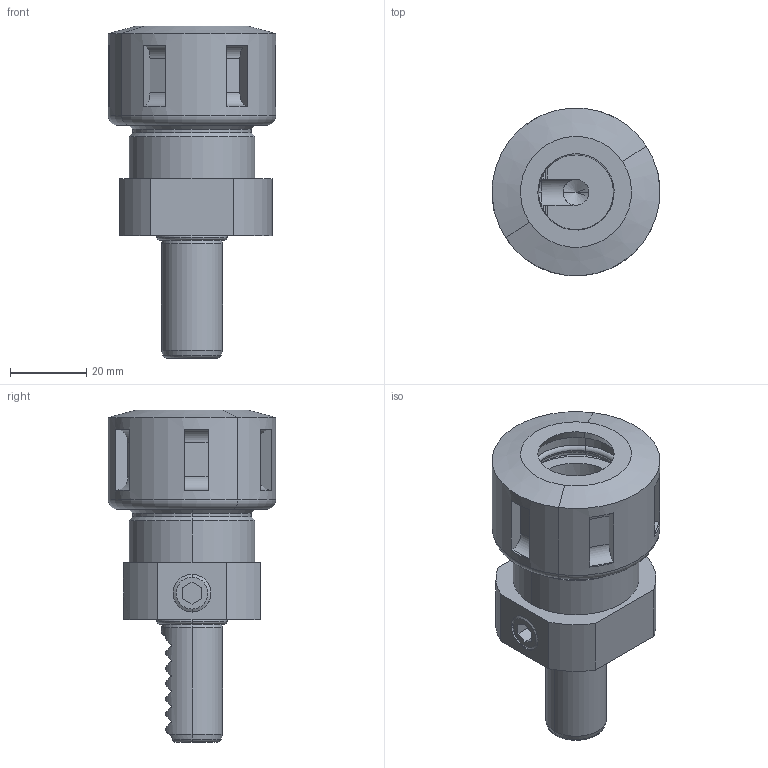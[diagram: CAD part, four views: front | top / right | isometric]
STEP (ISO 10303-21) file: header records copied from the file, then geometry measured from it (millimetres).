
FILE_DESCRIPTION (( 'STEP AP203' ), '1' );
FILE_NAME ('STEP.STEP', '2020-05-23T06:57:11', ( '' ), ( '' ), 'SwSTEP 2.0', 'SolidWorks 2017', '' );
FILE_SCHEMA (( 'CONFIG_CONTROL_DESIGN' ));
Length unit declared in the file: millimetre
Products named in the file (1): STEP
Bounding box: 44 x 43.94 x 87 mm (x, y, z)
Volume: 53554.1 mm3; surface area: 22503 mm2
Topology: 5 solids, 5 shells, 215 faces, 534 edges, 334 vertices
Faces by surface type: plane 93, cylinder 64, cone 39, torus 19
Entity records: 6741 total; most frequent: CARTESIAN_POINT 1584, DIRECTION 1079, ORIENTED_EDGE 1056, EDGE_CURVE 528, AXIS2_PLACEMENT_3D 409, VERTEX_POINT 334, VECTOR 261, LINE 261
